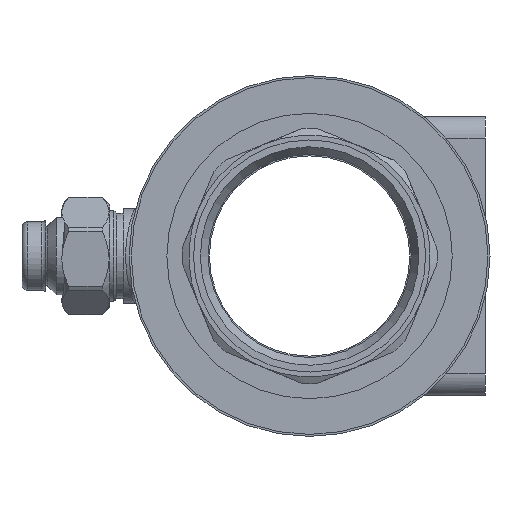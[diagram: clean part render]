
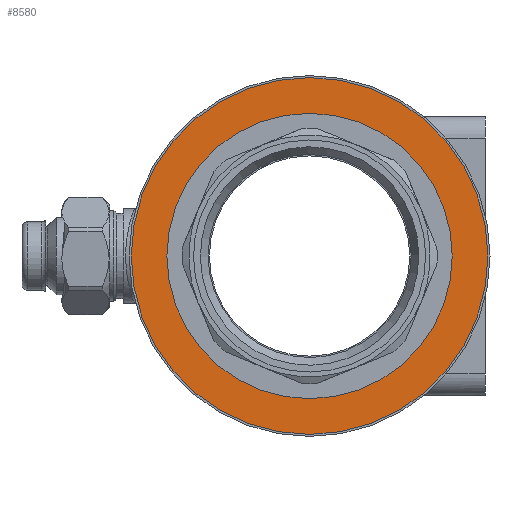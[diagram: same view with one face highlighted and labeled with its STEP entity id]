
A CAD part, left-side view. The second image highlights one B-rep face of the part: STEP entity #8580.
In plain terms, the highlighted planar face has unit normal (-1, 0, 0).
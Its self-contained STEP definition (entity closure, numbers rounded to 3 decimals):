
#810=FACE_BOUND('',#1840,.T.);
#885=PLANE('',#9190);
#1343=FACE_OUTER_BOUND('',#1839,.T.);
#1839=EDGE_LOOP('',(#7454,#7455));
#1840=EDGE_LOOP('',(#7456,#7457));
#3032=CIRCLE('',#9191,65.);
#3033=CIRCLE('',#9192,65.);
#3034=CIRCLE('',#9193,52.);
#3035=CIRCLE('',#9194,52.);
#3866=VERTEX_POINT('',#66317);
#3867=VERTEX_POINT('',#66318);
#3868=VERTEX_POINT('',#66321);
#3869=VERTEX_POINT('',#66322);
#5080=EDGE_CURVE('',#3866,#3867,#3032,.T.);
#5081=EDGE_CURVE('',#3867,#3866,#3033,.T.);
#5082=EDGE_CURVE('',#3868,#3869,#3034,.T.);
#5083=EDGE_CURVE('',#3869,#3868,#3035,.T.);
#7454=ORIENTED_EDGE('',*,*,#5080,.T.);
#7455=ORIENTED_EDGE('',*,*,#5081,.T.);
#7456=ORIENTED_EDGE('',*,*,#5082,.F.);
#7457=ORIENTED_EDGE('',*,*,#5083,.F.);
#8580=ADVANCED_FACE('',(#1343,#810),#885,.F.);
#9190=AXIS2_PLACEMENT_3D('',#66316,#10751,#10752);
#9191=AXIS2_PLACEMENT_3D('',#66319,#10753,#10754);
#9192=AXIS2_PLACEMENT_3D('',#66320,#10755,#10756);
#9193=AXIS2_PLACEMENT_3D('',#66323,#10757,#10758);
#9194=AXIS2_PLACEMENT_3D('',#66324,#10759,#10760);
#10751=DIRECTION('center_axis',(1.,0.,0.));
#10752=DIRECTION('ref_axis',(0.,0.,-1.));
#10753=DIRECTION('center_axis',(-1.,0.,0.));
#10754=DIRECTION('ref_axis',(0.,0.,1.));
#10755=DIRECTION('center_axis',(-1.,0.,0.));
#10756=DIRECTION('ref_axis',(0.,0.,1.));
#10757=DIRECTION('center_axis',(-1.,0.,0.));
#10758=DIRECTION('ref_axis',(0.,0.,1.));
#10759=DIRECTION('center_axis',(-1.,0.,0.));
#10760=DIRECTION('ref_axis',(0.,0.,1.));
#66316=CARTESIAN_POINT('Origin',(-47.366,51.544,146.15));
#66317=CARTESIAN_POINT('',(-47.366,-0.456,211.15));
#66318=CARTESIAN_POINT('',(-47.366,-0.456,81.15));
#66319=CARTESIAN_POINT('Origin',(-47.366,-0.456,146.15));
#66320=CARTESIAN_POINT('Origin',(-47.366,-0.456,146.15));
#66321=CARTESIAN_POINT('',(-47.366,-0.456,198.15));
#66322=CARTESIAN_POINT('',(-47.366,-0.456,94.15));
#66323=CARTESIAN_POINT('Origin',(-47.366,-0.456,146.15));
#66324=CARTESIAN_POINT('Origin',(-47.366,-0.456,146.15));
